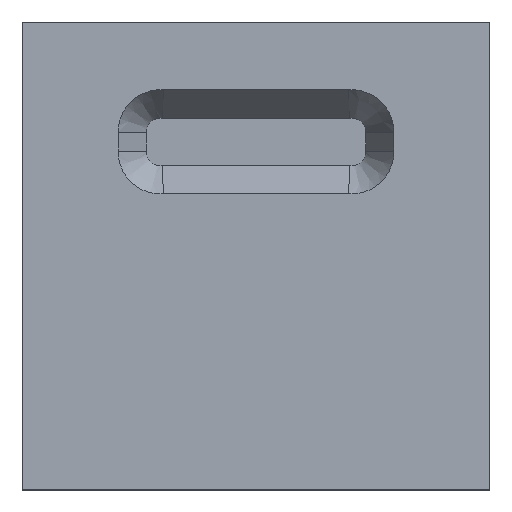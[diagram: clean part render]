
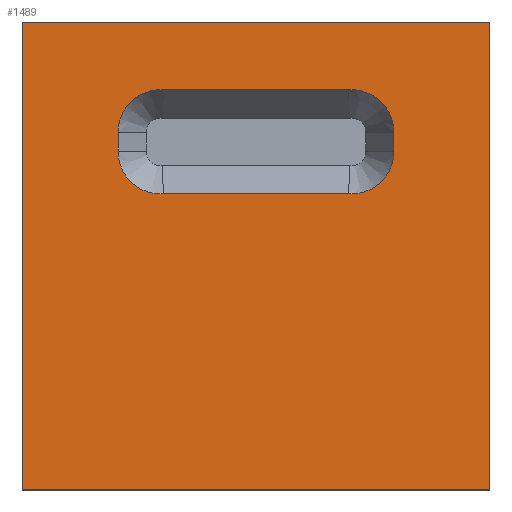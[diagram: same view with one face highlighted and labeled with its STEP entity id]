
A CAD part, top view. The second image highlights one B-rep face of the part: STEP entity #1489.
In plain terms, the highlighted free-form (B-spline) face has degree [1, 1] with [2, 2] control points.
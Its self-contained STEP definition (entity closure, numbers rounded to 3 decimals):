
#1238=CARTESIAN_POINT('',(-0.885,0.79,1.05));
#1239=VERTEX_POINT('',#1238);
#1254=CARTESIAN_POINT('',(-0.594,1.065,1.05));
#1255=VERTEX_POINT('',#1254);
#1263=CARTESIAN_POINT('',(-0.611,0.791,1.05));
#1264=DIRECTION('',(0.0,0.0,1.0));
#1265=DIRECTION('',(-0.672,0.74,0.0));
#1266=AXIS2_PLACEMENT_3D('',#1263,#1264,#1265);
#1267=CIRCLE('',#1266,0.274);
#1268=EDGE_CURVE('',#1255,#1239,#1267,.T.);
#1279=CARTESIAN_POINT('',(-0.885,0.672,1.05));
#1280=VERTEX_POINT('',#1279);
#1281=CARTESIAN_POINT('',(-0.885,0.79,1.05));
#1282=DIRECTION('',(0.0,-1.0,0.0));
#1283=VECTOR('',#1282,0.118);
#1284=LINE('',#1281,#1283);
#1285=EDGE_CURVE('',#1239,#1280,#1284,.T.);
#1302=CARTESIAN_POINT('',(0.885,0.79,1.05));
#1303=VERTEX_POINT('',#1302);
#1311=CARTESIAN_POINT('',(0.885,0.672,1.05));
#1312=VERTEX_POINT('',#1311);
#1319=CARTESIAN_POINT('',(0.885,0.672,1.05));
#1320=DIRECTION('',(0.0,1.0,0.0));
#1321=VECTOR('',#1320,0.118);
#1322=LINE('',#1319,#1321);
#1323=EDGE_CURVE('',#1312,#1303,#1322,.T.);
#1335=CARTESIAN_POINT('',(0.594,0.397,1.05));
#1336=VERTEX_POINT('',#1335);
#1344=CARTESIAN_POINT('',(0.611,0.671,1.05));
#1345=DIRECTION('',(0.0,0.0,1.0));
#1346=DIRECTION('',(0.672,-0.74,0.0));
#1347=AXIS2_PLACEMENT_3D('',#1344,#1345,#1346);
#1348=CIRCLE('',#1347,0.274);
#1349=EDGE_CURVE('',#1336,#1312,#1348,.T.);
#1360=CARTESIAN_POINT('',(-0.594,0.397,1.05));
#1361=VERTEX_POINT('',#1360);
#1369=CARTESIAN_POINT('',(-0.594,0.397,1.05));
#1370=DIRECTION('',(1.0,0.0,0.0));
#1371=VECTOR('',#1370,1.188);
#1372=LINE('',#1369,#1371);
#1373=EDGE_CURVE('',#1361,#1336,#1372,.T.);
#1385=CARTESIAN_POINT('',(-0.611,0.671,1.05));
#1386=DIRECTION('',(0.0,0.0,1.0));
#1387=DIRECTION('',(-0.672,-0.74,0.0));
#1388=AXIS2_PLACEMENT_3D('',#1385,#1386,#1387);
#1389=CIRCLE('',#1388,0.274);
#1390=EDGE_CURVE('',#1280,#1361,#1389,.T.);
#1403=CARTESIAN_POINT('',(0.594,1.065,1.05));
#1404=VERTEX_POINT('',#1403);
#1405=CARTESIAN_POINT('',(0.611,0.791,1.05));
#1406=DIRECTION('',(0.0,0.0,1.0));
#1407=DIRECTION('',(0.672,0.74,0.0));
#1408=AXIS2_PLACEMENT_3D('',#1405,#1406,#1407);
#1409=CIRCLE('',#1408,0.274);
#1410=EDGE_CURVE('',#1303,#1404,#1409,.T.);
#1430=CARTESIAN_POINT('',(0.594,1.065,1.05));
#1431=DIRECTION('',(-1.0,0.0,0.0));
#1432=VECTOR('',#1431,1.188);
#1433=LINE('',#1430,#1432);
#1434=EDGE_CURVE('',#1404,#1255,#1433,.T.);
#1440=CARTESIAN_POINT('',(1.5,1.5,1.05));
#1441=CARTESIAN_POINT('',(-1.5,1.5,1.05));
#1442=CARTESIAN_POINT('',(1.5,-1.5,1.05));
#1443=CARTESIAN_POINT('',(-1.5,-1.5,1.05));
#1444=B_SPLINE_SURFACE_WITH_KNOTS('',1,1,((#1440,#1442),(#1441,#1443)),.UNSPECIFIED.,.F.,.F.,.U.,(2,2),(2,2),(0.0,3.),(0.0,3.),.UNSPECIFIED.);
#1445=CARTESIAN_POINT('',(-1.5,-1.5,1.05));
#1446=VERTEX_POINT('',#1445);
#1447=CARTESIAN_POINT('',(-1.5,1.5,1.05));
#1448=VERTEX_POINT('',#1447);
#1449=CARTESIAN_POINT('',(-1.5,-1.5,1.05));
#1450=DIRECTION('',(0.0,1.0,0.0));
#1451=VECTOR('',#1450,3.);
#1452=LINE('',#1449,#1451);
#1453=EDGE_CURVE('',#1446,#1448,#1452,.T.);
#1454=ORIENTED_EDGE('',*,*,#1453,.F.);
#1455=CARTESIAN_POINT('',(1.5,-1.5,1.05));
#1456=VERTEX_POINT('',#1455);
#1457=CARTESIAN_POINT('',(1.5,-1.5,1.05));
#1458=DIRECTION('',(-1.0,0.0,0.0));
#1459=VECTOR('',#1458,3.);
#1460=LINE('',#1457,#1459);
#1461=EDGE_CURVE('',#1456,#1446,#1460,.T.);
#1462=ORIENTED_EDGE('',*,*,#1461,.F.);
#1463=CARTESIAN_POINT('',(1.5,1.5,1.05));
#1464=VERTEX_POINT('',#1463);
#1465=CARTESIAN_POINT('',(1.5,1.5,1.05));
#1466=DIRECTION('',(0.0,-1.0,0.0));
#1467=VECTOR('',#1466,3.);
#1468=LINE('',#1465,#1467);
#1469=EDGE_CURVE('',#1464,#1456,#1468,.T.);
#1470=ORIENTED_EDGE('',*,*,#1469,.F.);
#1471=CARTESIAN_POINT('',(-1.5,1.5,1.05));
#1472=DIRECTION('',(1.0,0.0,0.0));
#1473=VECTOR('',#1472,3.);
#1474=LINE('',#1471,#1473);
#1475=EDGE_CURVE('',#1448,#1464,#1474,.T.);
#1476=ORIENTED_EDGE('',*,*,#1475,.F.);
#1477=EDGE_LOOP('',(#1454,#1462,#1470,#1476));
#1478=FACE_OUTER_BOUND('',#1477,.T.);
#1479=ORIENTED_EDGE('',*,*,#1323,.F.);
#1480=ORIENTED_EDGE('',*,*,#1349,.F.);
#1481=ORIENTED_EDGE('',*,*,#1373,.F.);
#1482=ORIENTED_EDGE('',*,*,#1390,.F.);
#1483=ORIENTED_EDGE('',*,*,#1285,.F.);
#1484=ORIENTED_EDGE('',*,*,#1268,.F.);
#1485=ORIENTED_EDGE('',*,*,#1434,.F.);
#1486=ORIENTED_EDGE('',*,*,#1410,.F.);
#1487=EDGE_LOOP('',(#1479,#1480,#1481,#1482,#1483,#1484,#1485,#1486));
#1488=FACE_BOUND('',#1487,.T.);
#1489=ADVANCED_FACE('',(#1478,#1488),#1444,.T.);
